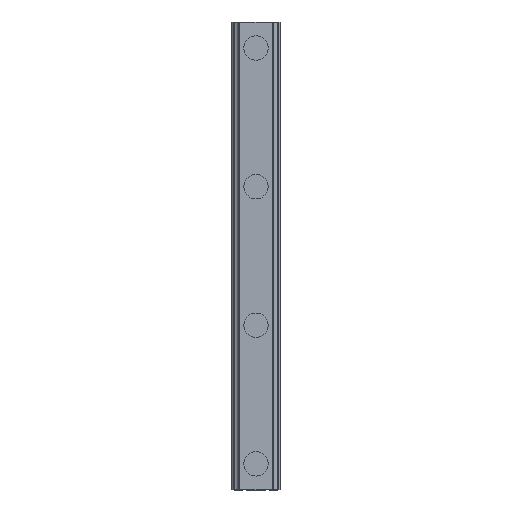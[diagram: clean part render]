
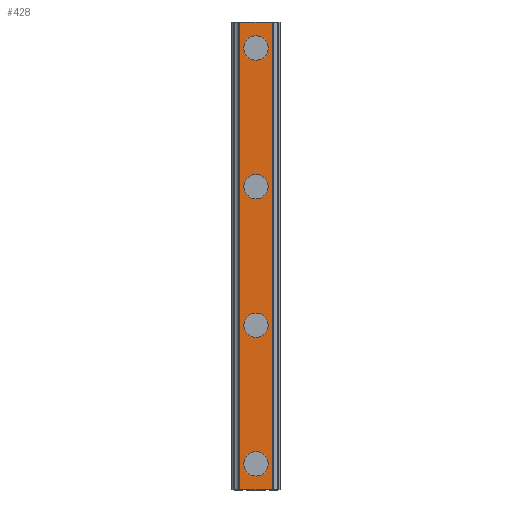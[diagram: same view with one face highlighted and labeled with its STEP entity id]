
A CAD part, top view. The second image highlights one B-rep face of the part: STEP entity #428.
In plain terms, the highlighted planar face has unit normal (0, 0, 1).
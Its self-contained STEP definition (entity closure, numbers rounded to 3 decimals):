
#428=ADVANCED_FACE('',(#886,#887,#888,#889,#890),#891,.T.);
#886=FACE_BOUND('',#1363,.T.);
#887=FACE_BOUND('',#1364,.T.);
#888=FACE_BOUND('',#1365,.T.);
#889=FACE_BOUND('',#1366,.T.);
#890=FACE_OUTER_BOUND('',#1367,.T.);
#891=PLANE('',#1368);
#1363=EDGE_LOOP('',(#2638,#2639));
#1364=EDGE_LOOP('',(#2640,#2641));
#1365=EDGE_LOOP('',(#2642,#2643));
#1366=EDGE_LOOP('',(#2644,#2645));
#1367=EDGE_LOOP('',(#2646,#2647,#2648,#2649));
#1368=AXIS2_PLACEMENT_3D('',#2650,#2651,#2652);
#2638=ORIENTED_EDGE('',*,*,#2883,.T.);
#2639=ORIENTED_EDGE('',*,*,#3273,.T.);
#2640=ORIENTED_EDGE('',*,*,#2873,.T.);
#2641=ORIENTED_EDGE('',*,*,#3279,.T.);
#2642=ORIENTED_EDGE('',*,*,#2863,.T.);
#2643=ORIENTED_EDGE('',*,*,#3285,.T.);
#2644=ORIENTED_EDGE('',*,*,#2853,.T.);
#2645=ORIENTED_EDGE('',*,*,#3291,.T.);
#2646=ORIENTED_EDGE('',*,*,#3247,.T.);
#2647=ORIENTED_EDGE('',*,*,#3348,.F.);
#2648=ORIENTED_EDGE('',*,*,#3111,.T.);
#2649=ORIENTED_EDGE('',*,*,#3346,.T.);
#2650=CARTESIAN_POINT('',(0.,270.0,26.));
#2651=DIRECTION('',(0.0,0.0,1.0));
#2652=DIRECTION('',(-1.0,0.0,0.0));
#2853=EDGE_CURVE('',#3410,#3407,#3411,.T.);
#2863=EDGE_CURVE('',#3428,#3425,#3429,.T.);
#2873=EDGE_CURVE('',#3446,#3443,#3447,.T.);
#2883=EDGE_CURVE('',#3464,#3461,#3465,.T.);
#3111=EDGE_CURVE('',#3813,#3811,#3814,.T.);
#3247=EDGE_CURVE('',#4040,#4038,#4041,.T.);
#3273=EDGE_CURVE('',#3461,#3464,#4090,.T.);
#3279=EDGE_CURVE('',#3443,#3446,#4096,.T.);
#3285=EDGE_CURVE('',#3425,#3428,#4102,.T.);
#3291=EDGE_CURVE('',#3407,#3410,#4108,.T.);
#3346=EDGE_CURVE('',#3811,#4040,#4163,.T.);
#3348=EDGE_CURVE('',#3813,#4038,#4165,.T.);
#3407=VERTEX_POINT('',#4226);
#3410=VERTEX_POINT('',#4230);
#3411=CIRCLE('',#4231,7.0);
#3425=VERTEX_POINT('',#4248);
#3428=VERTEX_POINT('',#4252);
#3429=CIRCLE('',#4253,7.0);
#3443=VERTEX_POINT('',#4270);
#3446=VERTEX_POINT('',#4274);
#3447=CIRCLE('',#4275,7.0);
#3461=VERTEX_POINT('',#4292);
#3464=VERTEX_POINT('',#4296);
#3465=CIRCLE('',#4297,7.0);
#3811=VERTEX_POINT('',#4780);
#3813=VERTEX_POINT('',#4783);
#3814=LINE('',#4784,#4785);
#4038=VERTEX_POINT('',#5097);
#4040=VERTEX_POINT('',#5100);
#4041=LINE('',#5101,#5102);
#4090=CIRCLE('',#5164,7.0);
#4096=CIRCLE('',#5170,7.0);
#4102=CIRCLE('',#5176,7.0);
#4108=CIRCLE('',#5182,7.0);
#4163=LINE('',#5262,#5263);
#4165=LINE('',#5265,#5266);
#4226=CARTESIAN_POINT('',(7.0,15.0,26.));
#4230=CARTESIAN_POINT('',(-7.0,15.0,26.));
#4231=AXIS2_PLACEMENT_3D('',#5347,#5348,#5349);
#4248=CARTESIAN_POINT('',(7.0,95.0,26.));
#4252=CARTESIAN_POINT('',(-7.0,95.0,26.));
#4253=AXIS2_PLACEMENT_3D('',#5363,#5364,#5365);
#4270=CARTESIAN_POINT('',(7.0,175.0,26.));
#4274=CARTESIAN_POINT('',(-7.0,175.0,26.));
#4275=AXIS2_PLACEMENT_3D('',#5379,#5380,#5381);
#4292=CARTESIAN_POINT('',(7.0,255.0,26.));
#4296=CARTESIAN_POINT('',(-7.0,255.0,26.));
#4297=AXIS2_PLACEMENT_3D('',#5395,#5396,#5397);
#4780=CARTESIAN_POINT('',(-9.342,270.0,26.));
#4783=CARTESIAN_POINT('',(9.342,270.0,26.));
#4784=CARTESIAN_POINT('',(9.342,270.0,26.));
#4785=VECTOR('',#5632,1.0);
#5097=CARTESIAN_POINT('',(9.342,0.0,26.));
#5100=CARTESIAN_POINT('',(-9.342,0.0,26.));
#5101=CARTESIAN_POINT('',(9.342,0.0,26.));
#5102=VECTOR('',#5788,1.0);
#5164=AXIS2_PLACEMENT_3D('',#5835,#5836,#5837);
#5170=AXIS2_PLACEMENT_3D('',#5844,#5845,#5846);
#5176=AXIS2_PLACEMENT_3D('',#5853,#5854,#5855);
#5182=AXIS2_PLACEMENT_3D('',#5862,#5863,#5864);
#5262=CARTESIAN_POINT('',(-9.342,270.0,26.));
#5263=VECTOR('',#5896,1.0);
#5265=CARTESIAN_POINT('',(9.342,270.0,26.));
#5266=VECTOR('',#5897,1.0);
#5347=CARTESIAN_POINT('',(0.0,15.0,26.));
#5348=DIRECTION('',(0.0,0.0,-1.0));
#5349=DIRECTION('',(1.0,0.0,0.0));
#5363=CARTESIAN_POINT('',(0.0,95.0,26.));
#5364=DIRECTION('',(0.0,0.0,-1.0));
#5365=DIRECTION('',(1.0,0.0,0.0));
#5379=CARTESIAN_POINT('',(0.0,175.0,26.));
#5380=DIRECTION('',(0.0,0.0,-1.0));
#5381=DIRECTION('',(1.0,0.0,0.0));
#5395=CARTESIAN_POINT('',(0.0,255.0,26.));
#5396=DIRECTION('',(0.0,0.0,-1.0));
#5397=DIRECTION('',(1.0,0.0,0.0));
#5632=DIRECTION('',(-1.0,0.0,0.0));
#5788=DIRECTION('',(1.0,0.0,0.0));
#5835=CARTESIAN_POINT('',(0.0,255.0,26.));
#5836=DIRECTION('',(0.0,0.0,-1.0));
#5837=DIRECTION('',(1.0,0.0,0.0));
#5844=CARTESIAN_POINT('',(0.0,175.0,26.));
#5845=DIRECTION('',(0.0,0.0,-1.0));
#5846=DIRECTION('',(1.0,0.0,0.0));
#5853=CARTESIAN_POINT('',(0.0,95.0,26.));
#5854=DIRECTION('',(0.0,0.0,-1.0));
#5855=DIRECTION('',(1.0,0.0,0.0));
#5862=CARTESIAN_POINT('',(0.0,15.0,26.));
#5863=DIRECTION('',(0.0,0.0,-1.0));
#5864=DIRECTION('',(1.0,0.0,0.0));
#5896=DIRECTION('',(0.0,-1.0,0.0));
#5897=DIRECTION('',(0.0,-1.0,0.0));
